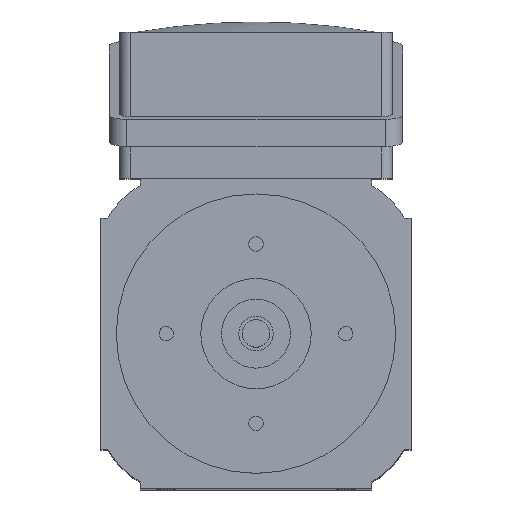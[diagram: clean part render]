
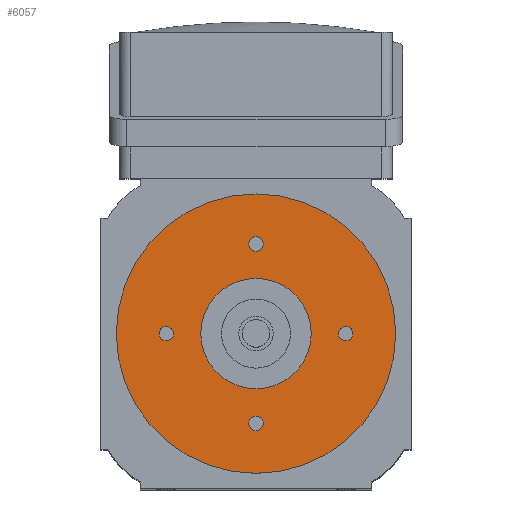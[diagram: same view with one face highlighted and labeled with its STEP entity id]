
A CAD part, top view. The second image highlights one B-rep face of the part: STEP entity #6057.
In plain terms, the highlighted planar face has unit normal (0, 0, 1).
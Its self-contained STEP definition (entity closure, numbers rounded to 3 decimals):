
#122 = VERTEX_POINT ( 'NONE', #2526 ) ;
#131 = CIRCLE ( 'NONE', #5218, 16. ) ;
#151 = ORIENTED_EDGE ( 'NONE', *, *, #245, .T. ) ;
#159 = DIRECTION ( 'NONE',  ( 1., 0., 0. ) ) ;
#245 = EDGE_CURVE ( 'NONE', #1394, #1970, #5118, .T. ) ;
#256 = DIRECTION ( 'NONE',  ( 0., 0., 1. ) ) ;
#301 = AXIS2_PLACEMENT_3D ( 'NONE', #1906, #2855, #4824 ) ;
#335 = CARTESIAN_POINT ( 'NONE',  ( 0., 0., 0. ) ) ;
#372 = EDGE_LOOP ( 'NONE', ( #2292, #1339 ) ) ;
#418 = CARTESIAN_POINT ( 'NONE',  ( 2.1, -26., 0. ) ) ;
#510 = AXIS2_PLACEMENT_3D ( 'NONE', #4644, #868, #3287 ) ;
#580 = VERTEX_POINT ( 'NONE', #5613 ) ;
#609 = EDGE_CURVE ( 'NONE', #2813, #2887, #5928, .T. ) ;
#614 = AXIS2_PLACEMENT_3D ( 'NONE', #2197, #4580, #1821 ) ;
#637 = ORIENTED_EDGE ( 'NONE', *, *, #4678, .F. ) ;
#643 = AXIS2_PLACEMENT_3D ( 'NONE', #335, #6042, #1328 ) ;
#713 = ORIENTED_EDGE ( 'NONE', *, *, #3088, .F. ) ;
#790 = CIRCLE ( 'NONE', #1194, 2.1 ) ;
#810 = CIRCLE ( 'NONE', #614, 2.1 ) ;
#868 = DIRECTION ( 'NONE',  ( 0., 0., 1. ) ) ;
#1050 = AXIS2_PLACEMENT_3D ( 'NONE', #3256, #3185, #5140 ) ;
#1088 = CIRCLE ( 'NONE', #2508, 2.1 ) ;
#1135 = EDGE_CURVE ( 'NONE', #2640, #5919, #4288, .T. ) ;
#1178 = DIRECTION ( 'NONE',  ( 1., 0., 0. ) ) ;
#1194 = AXIS2_PLACEMENT_3D ( 'NONE', #1913, #1470, #3379 ) ;
#1298 = AXIS2_PLACEMENT_3D ( 'NONE', #4686, #3293, #5253 ) ;
#1328 = DIRECTION ( 'NONE',  ( 1., 0., 0. ) ) ;
#1339 = ORIENTED_EDGE ( 'NONE', *, *, #3277, .F. ) ;
#1372 = FACE_BOUND ( 'NONE', #1943, .T. ) ;
#1394 = VERTEX_POINT ( 'NONE', #4977 ) ;
#1470 = DIRECTION ( 'NONE',  ( 0., 0., 1. ) ) ;
#1562 = EDGE_CURVE ( 'NONE', #2765, #580, #5788, .T. ) ;
#1610 = DIRECTION ( 'NONE',  ( 0., 0., 1. ) ) ;
#1663 = DIRECTION ( 'NONE',  ( 0., 0., 1. ) ) ;
#1665 = DIRECTION ( 'NONE',  ( 1., 0., 0. ) ) ;
#1821 = DIRECTION ( 'NONE',  ( 1., 0., 0. ) ) ;
#1825 = CIRCLE ( 'NONE', #510, 40.5 ) ;
#1846 = FACE_BOUND ( 'NONE', #6011, .T. ) ;
#1888 = EDGE_LOOP ( 'NONE', ( #2343, #151 ) ) ;
#1906 = CARTESIAN_POINT ( 'NONE',  ( 0., 0., 0. ) ) ;
#1913 = CARTESIAN_POINT ( 'NONE',  ( -26., 0., 0. ) ) ;
#1943 = EDGE_LOOP ( 'NONE', ( #4814, #4935 ) ) ;
#1964 = EDGE_CURVE ( 'NONE', #2214, #122, #131, .T. ) ;
#1970 = VERTEX_POINT ( 'NONE', #2046 ) ;
#1989 = VERTEX_POINT ( 'NONE', #4359 ) ;
#2043 = CARTESIAN_POINT ( 'NONE',  ( -23.9, 0., 0. ) ) ;
#2046 = CARTESIAN_POINT ( 'NONE',  ( 40.5, 0., 0. ) ) ;
#2136 = CARTESIAN_POINT ( 'NONE',  ( 0., 0., 0. ) ) ;
#2197 = CARTESIAN_POINT ( 'NONE',  ( 26., 0., 0. ) ) ;
#2214 = VERTEX_POINT ( 'NONE', #2510 ) ;
#2276 = FACE_BOUND ( 'NONE', #372, .T. ) ;
#2292 = ORIENTED_EDGE ( 'NONE', *, *, #1135, .F. ) ;
#2329 = DIRECTION ( 'NONE',  ( 0., 0., 1. ) ) ;
#2343 = ORIENTED_EDGE ( 'NONE', *, *, #2490, .T. ) ;
#2421 = AXIS2_PLACEMENT_3D ( 'NONE', #4424, #1663, #1178 ) ;
#2490 = EDGE_CURVE ( 'NONE', #1970, #1394, #1825, .T. ) ;
#2508 = AXIS2_PLACEMENT_3D ( 'NONE', #5350, #1610, #159 ) ;
#2510 = CARTESIAN_POINT ( 'NONE',  ( -16., 0., 0. ) ) ;
#2526 = CARTESIAN_POINT ( 'NONE',  ( 16., 0., 0. ) ) ;
#2533 = CARTESIAN_POINT ( 'NONE',  ( 0., -26., 0. ) ) ;
#2640 = VERTEX_POINT ( 'NONE', #2043 ) ;
#2641 = EDGE_CURVE ( 'NONE', #580, #2765, #810, .T. ) ;
#2733 = AXIS2_PLACEMENT_3D ( 'NONE', #2753, #256, #6046 ) ;
#2753 = CARTESIAN_POINT ( 'NONE',  ( 26., 0., 0. ) ) ;
#2761 = FACE_BOUND ( 'NONE', #5717, .T. ) ;
#2765 = VERTEX_POINT ( 'NONE', #5432 ) ;
#2775 = CARTESIAN_POINT ( 'NONE',  ( 0., -26., 0. ) ) ;
#2813 = VERTEX_POINT ( 'NONE', #3982 ) ;
#2820 = PLANE ( 'NONE',  #301 ) ;
#2855 = DIRECTION ( 'NONE',  ( 0., 0., 1. ) ) ;
#2887 = VERTEX_POINT ( 'NONE', #5109 ) ;
#3024 = CIRCLE ( 'NONE', #4591, 2.1 ) ;
#3047 = AXIS2_PLACEMENT_3D ( 'NONE', #2533, #3581, #3527 ) ;
#3088 = EDGE_CURVE ( 'NONE', #1989, #4283, #3024, .T. ) ;
#3185 = DIRECTION ( 'NONE',  ( 0., 0., 1. ) ) ;
#3256 = CARTESIAN_POINT ( 'NONE',  ( 0., 26., 0. ) ) ;
#3277 = EDGE_CURVE ( 'NONE', #5919, #2640, #790, .T. ) ;
#3287 = DIRECTION ( 'NONE',  ( 1., 0., 0. ) ) ;
#3293 = DIRECTION ( 'NONE',  ( 0., 0., 1. ) ) ;
#3379 = DIRECTION ( 'NONE',  ( 1., 0., 0. ) ) ;
#3480 = EDGE_CURVE ( 'NONE', #122, #2214, #4677, .T. ) ;
#3527 = DIRECTION ( 'NONE',  ( 1., 0., 0. ) ) ;
#3536 = ORIENTED_EDGE ( 'NONE', *, *, #609, .F. ) ;
#3581 = DIRECTION ( 'NONE',  ( 0., 0., 1. ) ) ;
#3589 = CARTESIAN_POINT ( 'NONE',  ( -28.1, 0., 0. ) ) ;
#3611 = EDGE_CURVE ( 'NONE', #2887, #2813, #1088, .T. ) ;
#3746 = FACE_BOUND ( 'NONE', #6151, .T. ) ;
#3982 = CARTESIAN_POINT ( 'NONE',  ( 2.1, 26., 0. ) ) ;
#4040 = DIRECTION ( 'NONE',  ( 0., 0., 1. ) ) ;
#4092 = FACE_OUTER_BOUND ( 'NONE', #1888, .T. ) ;
#4149 = ORIENTED_EDGE ( 'NONE', *, *, #3611, .F. ) ;
#4283 = VERTEX_POINT ( 'NONE', #418 ) ;
#4288 = CIRCLE ( 'NONE', #2421, 2.1 ) ;
#4326 = CIRCLE ( 'NONE', #3047, 2.1 ) ;
#4359 = CARTESIAN_POINT ( 'NONE',  ( -2.1, -26., 0. ) ) ;
#4424 = CARTESIAN_POINT ( 'NONE',  ( -26., 0., 0. ) ) ;
#4580 = DIRECTION ( 'NONE',  ( 0., 0., 1. ) ) ;
#4591 = AXIS2_PLACEMENT_3D ( 'NONE', #2775, #2329, #5084 ) ;
#4644 = CARTESIAN_POINT ( 'NONE',  ( 0., 0., 0. ) ) ;
#4677 = CIRCLE ( 'NONE', #1298, 16. ) ;
#4678 = EDGE_CURVE ( 'NONE', #4283, #1989, #4326, .T. ) ;
#4686 = CARTESIAN_POINT ( 'NONE',  ( 0., 0., 0. ) ) ;
#4814 = ORIENTED_EDGE ( 'NONE', *, *, #1964, .F. ) ;
#4824 = DIRECTION ( 'NONE',  ( 1., 0., 0. ) ) ;
#4935 = ORIENTED_EDGE ( 'NONE', *, *, #3480, .F. ) ;
#4961 = ORIENTED_EDGE ( 'NONE', *, *, #1562, .F. ) ;
#4977 = CARTESIAN_POINT ( 'NONE',  ( -40.5, 0., 0. ) ) ;
#5084 = DIRECTION ( 'NONE',  ( 1., 0., 0. ) ) ;
#5109 = CARTESIAN_POINT ( 'NONE',  ( -2.1, 26., 0. ) ) ;
#5118 = CIRCLE ( 'NONE', #643, 40.5 ) ;
#5140 = DIRECTION ( 'NONE',  ( 1., 0., 0. ) ) ;
#5218 = AXIS2_PLACEMENT_3D ( 'NONE', #2136, #4040, #1665 ) ;
#5253 = DIRECTION ( 'NONE',  ( 1., 0., 0. ) ) ;
#5350 = CARTESIAN_POINT ( 'NONE',  ( 0., 26., 0. ) ) ;
#5432 = CARTESIAN_POINT ( 'NONE',  ( 23.9, 0., 0. ) ) ;
#5613 = CARTESIAN_POINT ( 'NONE',  ( 28.1, 0., 0. ) ) ;
#5717 = EDGE_LOOP ( 'NONE', ( #3536, #4149 ) ) ;
#5788 = CIRCLE ( 'NONE', #2733, 2.1 ) ;
#5870 = ORIENTED_EDGE ( 'NONE', *, *, #2641, .F. ) ;
#5919 = VERTEX_POINT ( 'NONE', #3589 ) ;
#5928 = CIRCLE ( 'NONE', #1050, 2.1 ) ;
#6011 = EDGE_LOOP ( 'NONE', ( #5870, #4961 ) ) ;
#6042 = DIRECTION ( 'NONE',  ( 0., 0., 1. ) ) ;
#6046 = DIRECTION ( 'NONE',  ( 1., 0., 0. ) ) ;
#6057 = ADVANCED_FACE ( 'NONE', ( #2761, #2276, #3746, #1846, #4092, #1372 ), #2820, .T. ) ;
#6151 = EDGE_LOOP ( 'NONE', ( #637, #713 ) ) ;
